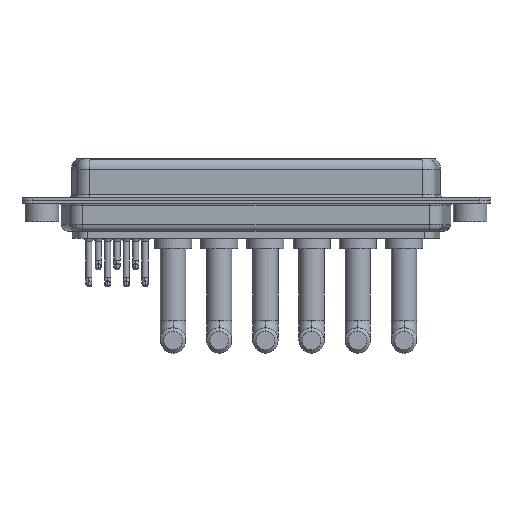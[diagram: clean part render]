
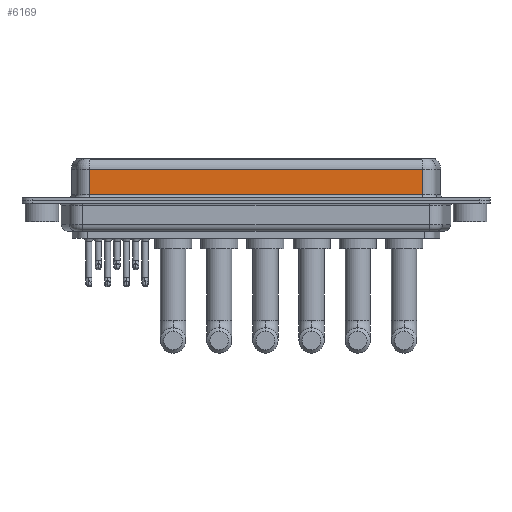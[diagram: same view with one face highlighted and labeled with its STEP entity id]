
A CAD part, front view. The second image highlights one B-rep face of the part: STEP entity #6169.
In plain terms, the highlighted planar face has unit normal (0, -1, 0).
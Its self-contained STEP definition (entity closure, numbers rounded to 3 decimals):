
#1196 = LINE ( 'NONE', #13643, #6751 ) ;
#1246 = DIRECTION ( 'NONE',  ( 0., 1., 0. ) ) ;
#2323 = DIRECTION ( 'NONE',  ( 0., 0., -1. ) ) ;
#2468 = PLANE ( 'NONE',  #16583 ) ;
#3638 = DIRECTION ( 'NONE',  ( 0., 0., -1. ) ) ;
#4953 = CARTESIAN_POINT ( 'NONE',  ( 56.462, -3.95, 4.65 ) ) ;
#5439 = VERTEX_POINT ( 'NONE', #10866 ) ;
#5868 = VERTEX_POINT ( 'NONE', #12958 ) ;
#6169 = ADVANCED_FACE ( 'NONE', ( #10892 ), #2468, .F. ) ;
#6700 = ORIENTED_EDGE ( 'NONE', *, *, #7034, .F. ) ;
#6751 = VECTOR ( 'NONE', #3638, 1000. ) ;
#7034 = EDGE_CURVE ( 'NONE', #18041, #5439, #1196, .T. ) ;
#7753 = ORIENTED_EDGE ( 'NONE', *, *, #8461, .T. ) ;
#8166 = DIRECTION ( 'NONE',  ( 0., 0., 1. ) ) ;
#8461 = EDGE_CURVE ( 'NONE', #18041, #5868, #11718, .T. ) ;
#8901 = DIRECTION ( 'NONE',  ( -1., 0., 0. ) ) ;
#8998 = EDGE_CURVE ( 'NONE', #5868, #9629, #18018, .T. ) ;
#9480 = CARTESIAN_POINT ( 'NONE',  ( 56.462, -3.95, 6.4 ) ) ;
#9498 = VECTOR ( 'NONE', #10471, 1000. ) ;
#9629 = VERTEX_POINT ( 'NONE', #15477 ) ;
#10260 = EDGE_CURVE ( 'NONE', #9629, #5439, #17289, .T. ) ;
#10373 = CARTESIAN_POINT ( 'NONE',  ( 56.462, -3.95, 0.9 ) ) ;
#10375 = VECTOR ( 'NONE', #8901, 1000. ) ;
#10471 = DIRECTION ( 'NONE',  ( 1., 0., 0. ) ) ;
#10866 = CARTESIAN_POINT ( 'NONE',  ( 56.462, -3.95, 0.9 ) ) ;
#10892 = FACE_OUTER_BOUND ( 'NONE', #14067, .T. ) ;
#11718 = LINE ( 'NONE', #14693, #10375 ) ;
#12958 = CARTESIAN_POINT ( 'NONE',  ( 7.038, -3.95, 4.65 ) ) ;
#13643 = CARTESIAN_POINT ( 'NONE',  ( 56.462, -3.95, 6.4 ) ) ;
#14067 = EDGE_LOOP ( 'NONE', ( #6700, #7753, #15300, #14185 ) ) ;
#14185 = ORIENTED_EDGE ( 'NONE', *, *, #10260, .T. ) ;
#14693 = CARTESIAN_POINT ( 'NONE',  ( 56.462, -3.95, 4.65 ) ) ;
#15300 = ORIENTED_EDGE ( 'NONE', *, *, #8998, .T. ) ;
#15477 = CARTESIAN_POINT ( 'NONE',  ( 7.038, -3.95, 0.9 ) ) ;
#16263 = CARTESIAN_POINT ( 'NONE',  ( 7.038, -3.95, 6.4 ) ) ;
#16355 = VECTOR ( 'NONE', #2323, 1000. ) ;
#16583 = AXIS2_PLACEMENT_3D ( 'NONE', #9480, #1246, #8166 ) ;
#17289 = LINE ( 'NONE', #10373, #9498 ) ;
#18018 = LINE ( 'NONE', #16263, #16355 ) ;
#18041 = VERTEX_POINT ( 'NONE', #4953 ) ;
